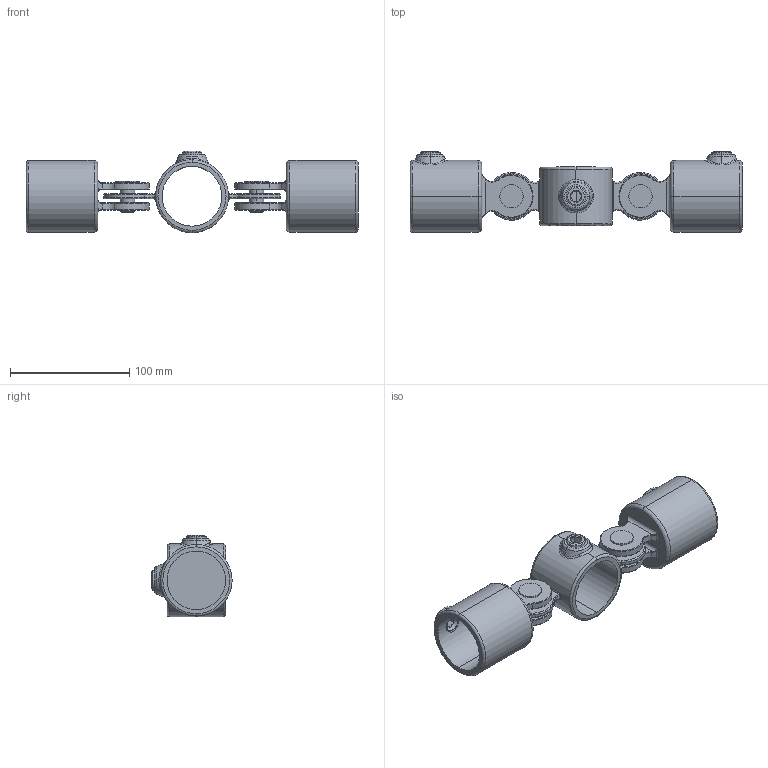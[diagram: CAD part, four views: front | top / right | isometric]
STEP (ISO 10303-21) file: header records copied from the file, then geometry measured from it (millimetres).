
FILE_DESCRIPTION (( 'STEP AP203' ), '1' );
FILE_NAME ('T16700.STEP', '2018-07-02T13:07:30', ( '' ), ( '' ), 'SwSTEP 2.0', 'SolidWorks 2016', '' );
FILE_SCHEMA (( 'CONFIG_CONTROL_DESIGN' ));
Length unit declared in the file: millimetre
Products named in the file (7): T17300F; Pivot Pin; T16700M; T19300; T16700
Assembly tree (9 placements, depth 3):
  T16700
    T16700M
      T16700M
      T19300
    T17300F  x2
      T17300F
      T19300
    Pivot Pin  x2
Bounding box: 278 x 67.2 x 68.2 mm (x, y, z)
Volume: 230842.5 mm3; surface area: 94210.2 mm2
Topology: 8 solids, 8 shells, 334 faces, 769 edges, 446 vertices
Faces by surface type: cylinder 103, torus 86, plane 61, bspline 50, cone 34
Entity records: 8248 total; most frequent: CARTESIAN_POINT 3202, DIRECTION 943, ORIENTED_EDGE 878, EDGE_CURVE 439, AXIS2_PLACEMENT_3D 420, VERTEX_POINT 259, CIRCLE 244, EDGE_LOOP 216
